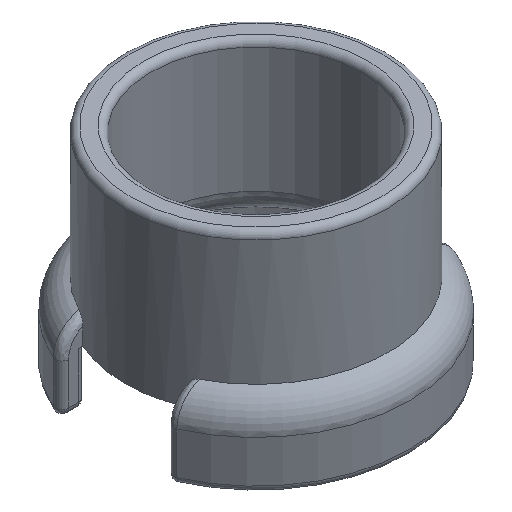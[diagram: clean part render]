
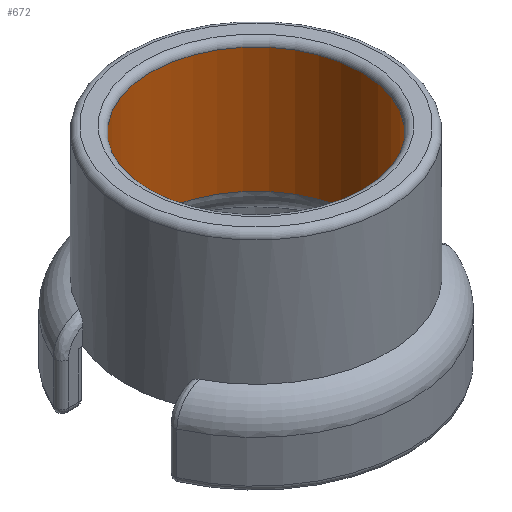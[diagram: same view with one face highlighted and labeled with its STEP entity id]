
A CAD part, isometric view. The second image highlights one B-rep face of the part: STEP entity #672.
In plain terms, the highlighted cylindrical face has radius 4 mm (diameter 8 mm), a full revolution.
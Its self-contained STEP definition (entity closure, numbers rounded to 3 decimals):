
#47=LINE('',#1068,#77);
#77=VECTOR('',#844,4.);
#107=CYLINDRICAL_SURFACE('',#736,4.);
#135=FACE_OUTER_BOUND('',#182,.T.);
#182=EDGE_LOOP('',(#455,#456,#457,#458,#459));
#226=CIRCLE('',#731,4.);
#230=CIRCLE('',#737,4.);
#231=CIRCLE('',#738,4.);
#282=VERTEX_POINT('',#1058);
#285=VERTEX_POINT('',#1067);
#286=VERTEX_POINT('',#1069);
#343=EDGE_CURVE('',#282,#282,#226,.T.);
#347=EDGE_CURVE('',#282,#285,#47,.T.);
#348=EDGE_CURVE('',#285,#286,#230,.T.);
#349=EDGE_CURVE('',#286,#285,#231,.T.);
#455=ORIENTED_EDGE('',*,*,#343,.F.);
#456=ORIENTED_EDGE('',*,*,#347,.T.);
#457=ORIENTED_EDGE('',*,*,#348,.T.);
#458=ORIENTED_EDGE('',*,*,#349,.T.);
#459=ORIENTED_EDGE('',*,*,#347,.F.);
#672=ADVANCED_FACE('',(#135),#107,.F.);
#731=AXIS2_PLACEMENT_3D('',#1059,#832,#833);
#736=AXIS2_PLACEMENT_3D('',#1066,#842,#843);
#737=AXIS2_PLACEMENT_3D('',#1070,#845,#846);
#738=AXIS2_PLACEMENT_3D('',#1071,#847,#848);
#832=DIRECTION('center_axis',(0.,0.,-1.));
#833=DIRECTION('ref_axis',(1.,0.,0.));
#842=DIRECTION('center_axis',(0.,0.,1.));
#843=DIRECTION('ref_axis',(1.,0.,0.));
#844=DIRECTION('',(0.,0.,-1.));
#845=DIRECTION('center_axis',(0.,0.,-1.));
#846=DIRECTION('ref_axis',(1.,0.,0.));
#847=DIRECTION('center_axis',(0.,0.,-1.));
#848=DIRECTION('ref_axis',(1.,0.,0.));
#1058=CARTESIAN_POINT('',(-4.,0.,-0.25));
#1059=CARTESIAN_POINT('Origin',(0.,0.,-0.25));
#1066=CARTESIAN_POINT('Origin',(0.,0.,0.));
#1067=CARTESIAN_POINT('',(-4.,0.,-5.));
#1068=CARTESIAN_POINT('',(-4.,0.,0.));
#1069=CARTESIAN_POINT('',(4.,0.,-5.));
#1070=CARTESIAN_POINT('Origin',(0.,0.,-5.));
#1071=CARTESIAN_POINT('Origin',(0.,0.,-5.));
